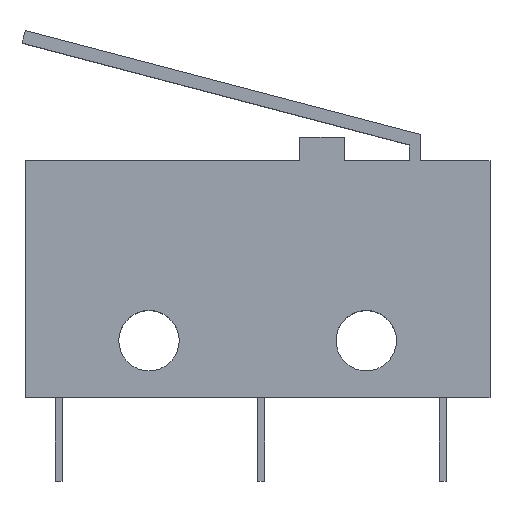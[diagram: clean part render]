
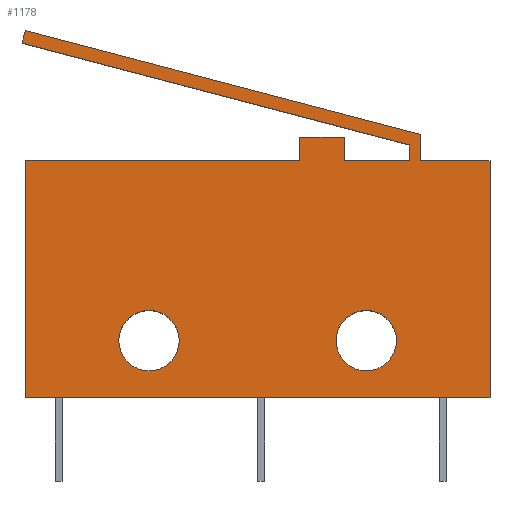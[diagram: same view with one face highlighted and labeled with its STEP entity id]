
A CAD part, top view. The second image highlights one B-rep face of the part: STEP entity #1178.
In plain terms, the highlighted planar face has unit normal (0, 0, 1).
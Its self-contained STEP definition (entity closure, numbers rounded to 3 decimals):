
#17 = ORIENTED_EDGE ( 'NONE', *, *, #1272, .F. ) ;
#35 = VECTOR ( 'NONE', #712, 1000. ) ;
#37 = CARTESIAN_POINT ( 'NONE',  ( -4.675, -2.65, 3.1 ) ) ;
#48 = DIRECTION ( 'NONE',  ( 0., -1., 0. ) ) ;
#53 = CARTESIAN_POINT ( 'NONE',  ( 0., 0., 3.1 ) ) ;
#60 = EDGE_CURVE ( 'NONE', #856, #297, #487, .T. ) ;
#67 = PLANE ( 'NONE',  #645 ) ;
#73 = DIRECTION ( 'NONE',  ( 0., 1., 0. ) ) ;
#79 = VECTOR ( 'NONE', #183, 1000. ) ;
#82 = CARTESIAN_POINT ( 'NONE',  ( 1.983, 7.548, 3.1 ) ) ;
#89 = LINE ( 'NONE', #382, #79 ) ;
#98 = CIRCLE ( 'NONE', #204, 1.3 ) ;
#105 = VERTEX_POINT ( 'NONE', #970 ) ;
#117 = EDGE_CURVE ( 'NONE', #1023, #988, #139, .T. ) ;
#133 = ORIENTED_EDGE ( 'NONE', *, *, #60, .F. ) ;
#135 = VECTOR ( 'NONE', #1306, 1000. ) ;
#139 = LINE ( 'NONE', #1161, #135 ) ;
#140 = CARTESIAN_POINT ( 'NONE',  ( -10., 5.1, 3.1 ) ) ;
#141 = CARTESIAN_POINT ( 'NONE',  ( -10., -5.1, 3.1 ) ) ;
#144 = ORIENTED_EDGE ( 'NONE', *, *, #887, .F. ) ;
#147 = CIRCLE ( 'NONE', #1171, 1.3 ) ;
#148 = VECTOR ( 'NONE', #73, 1000. ) ;
#165 = FACE_BOUND ( 'NONE', #516, .T. ) ;
#167 = LINE ( 'NONE', #226, #933 ) ;
#183 = DIRECTION ( 'NONE',  ( -1., 0., 0. ) ) ;
#188 = LINE ( 'NONE', #812, #1078 ) ;
#204 = AXIS2_PLACEMENT_3D ( 'NONE', #598, #509, #802 ) ;
#208 = DIRECTION ( 'NONE',  ( -1., 0., 0. ) ) ;
#226 = CARTESIAN_POINT ( 'NONE',  ( 6.527, 0., 3.1 ) ) ;
#230 = ORIENTED_EDGE ( 'NONE', *, *, #1269, .F. ) ;
#231 = DIRECTION ( 'NONE',  ( -1., 0., 0. ) ) ;
#237 = DIRECTION ( 'NONE',  ( 0., 0., 1. ) ) ;
#242 = VECTOR ( 'NONE', #492, 1000. ) ;
#248 = VERTEX_POINT ( 'NONE', #360 ) ;
#259 = VERTEX_POINT ( 'NONE', #1312 ) ;
#262 = DIRECTION ( 'NONE',  ( 0., 0., -1. ) ) ;
#283 = DIRECTION ( 'NONE',  ( -1., 0., 0. ) ) ;
#291 = LINE ( 'NONE', #82, #35 ) ;
#297 = VERTEX_POINT ( 'NONE', #1218 ) ;
#299 = EDGE_CURVE ( 'NONE', #248, #321, #592, .T. ) ;
#301 = LINE ( 'NONE', #1236, #801 ) ;
#315 = ORIENTED_EDGE ( 'NONE', *, *, #1355, .T. ) ;
#317 = VERTEX_POINT ( 'NONE', #689 ) ;
#320 = CARTESIAN_POINT ( 'NONE',  ( 10., 5.1, 3.1 ) ) ;
#321 = VERTEX_POINT ( 'NONE', #760 ) ;
#333 = VECTOR ( 'NONE', #544, 1000. ) ;
#350 = EDGE_LOOP ( 'NONE', ( #230, #1358 ) ) ;
#355 = CARTESIAN_POINT ( 'NONE',  ( 3.72, 5.1, 3.1 ) ) ;
#360 = CARTESIAN_POINT ( 'NONE',  ( 1.82, 5.1, 3.1 ) ) ;
#369 = LINE ( 'NONE', #1017, #242 ) ;
#382 = CARTESIAN_POINT ( 'NONE',  ( -10., 5.1, 3.1 ) ) ;
#404 = CARTESIAN_POINT ( 'NONE',  ( -3.375, -2.65, 3.1 ) ) ;
#410 = EDGE_LOOP ( 'NONE', ( #703, #1062, #133, #17, #891, #596, #830, #315, #1271, #453, #980, #989, #844, #1238 ) ) ;
#416 = VERTEX_POINT ( 'NONE', #1192 ) ;
#418 = VECTOR ( 'NONE', #1219, 1000. ) ;
#436 = VECTOR ( 'NONE', #573, 1000. ) ;
#440 = EDGE_CURVE ( 'NONE', #538, #1231, #670, .T. ) ;
#443 = VERTEX_POINT ( 'NONE', #355 ) ;
#453 = ORIENTED_EDGE ( 'NONE', *, *, #1099, .F. ) ;
#463 = EDGE_CURVE ( 'NONE', #747, #317, #369, .T. ) ;
#487 = LINE ( 'NONE', #993, #1281 ) ;
#492 = DIRECTION ( 'NONE',  ( -0.967, 0.254, 0. ) ) ;
#495 = AXIS2_PLACEMENT_3D ( 'NONE', #1125, #811, #707 ) ;
#501 = AXIS2_PLACEMENT_3D ( 'NONE', #1239, #1321, #208 ) ;
#505 = EDGE_CURVE ( 'NONE', #988, #297, #188, .T. ) ;
#509 = DIRECTION ( 'NONE',  ( 0., 0., 1. ) ) ;
#516 = EDGE_LOOP ( 'NONE', ( #741, #144 ) ) ;
#529 = CARTESIAN_POINT ( 'NONE',  ( 3.72, 0., 3.1 ) ) ;
#538 = VERTEX_POINT ( 'NONE', #1325 ) ;
#544 = DIRECTION ( 'NONE',  ( 1., 0., 0. ) ) ;
#569 = VERTEX_POINT ( 'NONE', #808 ) ;
#573 = DIRECTION ( 'NONE',  ( 0., -1., 0. ) ) ;
#587 = CARTESIAN_POINT ( 'NONE',  ( -10., -5.1, 3.1 ) ) ;
#592 = LINE ( 'NONE', #1010, #148 ) ;
#596 = ORIENTED_EDGE ( 'NONE', *, *, #463, .F. ) ;
#598 = CARTESIAN_POINT ( 'NONE',  ( 4.675, -2.65, 3.1 ) ) ;
#622 = EDGE_CURVE ( 'NONE', #259, #443, #857, .T. ) ;
#637 = EDGE_CURVE ( 'NONE', #105, #747, #167, .T. ) ;
#644 = LINE ( 'NONE', #1279, #333 ) ;
#645 = AXIS2_PLACEMENT_3D ( 'NONE', #53, #262, #797 ) ;
#660 = LINE ( 'NONE', #140, #1043 ) ;
#669 = CARTESIAN_POINT ( 'NONE',  ( -11.981, 3.148, 3.1 ) ) ;
#670 = LINE ( 'NONE', #587, #436 ) ;
#689 = CARTESIAN_POINT ( 'NONE',  ( -10.141, 10.152, 3.1 ) ) ;
#703 = ORIENTED_EDGE ( 'NONE', *, *, #117, .T. ) ;
#707 = DIRECTION ( 'NONE',  ( 1., 0., 0. ) ) ;
#712 = DIRECTION ( 'NONE',  ( 0.967, -0.254, 0. ) ) ;
#731 = VECTOR ( 'NONE', #738, 1000. ) ;
#738 = DIRECTION ( 'NONE',  ( 0., -1., 0. ) ) ;
#741 = ORIENTED_EDGE ( 'NONE', *, *, #1047, .F. ) ;
#747 = VERTEX_POINT ( 'NONE', #1132 ) ;
#760 = CARTESIAN_POINT ( 'NONE',  ( 1.82, 6.1, 3.1 ) ) ;
#773 = FACE_OUTER_BOUND ( 'NONE', #410, .T. ) ;
#797 = DIRECTION ( 'NONE',  ( -1., 0., 0. ) ) ;
#801 = VECTOR ( 'NONE', #1332, 1000. ) ;
#802 = DIRECTION ( 'NONE',  ( 1., 0., 0. ) ) ;
#808 = CARTESIAN_POINT ( 'NONE',  ( -5.975, -2.65, 3.1 ) ) ;
#811 = DIRECTION ( 'NONE',  ( 0., 0., 1. ) ) ;
#812 = CARTESIAN_POINT ( 'NONE',  ( -10., 5.1, 3.1 ) ) ;
#830 = ORIENTED_EDGE ( 'NONE', *, *, #637, .F. ) ;
#844 = ORIENTED_EDGE ( 'NONE', *, *, #440, .T. ) ;
#856 = VERTEX_POINT ( 'NONE', #1341 ) ;
#857 = LINE ( 'NONE', #529, #731 ) ;
#887 = EDGE_CURVE ( 'NONE', #569, #1311, #1205, .T. ) ;
#891 = ORIENTED_EDGE ( 'NONE', *, *, #1145, .F. ) ;
#933 = VECTOR ( 'NONE', #947, 1000. ) ;
#944 = CARTESIAN_POINT ( 'NONE',  ( 5.975, -2.65, 3.1 ) ) ;
#945 = VERTEX_POINT ( 'NONE', #944 ) ;
#947 = DIRECTION ( 'NONE',  ( 0., 1., 0. ) ) ;
#970 = CARTESIAN_POINT ( 'NONE',  ( 6.527, 5.1, 3.1 ) ) ;
#980 = ORIENTED_EDGE ( 'NONE', *, *, #299, .F. ) ;
#983 = CARTESIAN_POINT ( 'NONE',  ( -9.998, 10.696, 3.1 ) ) ;
#988 = VERTEX_POINT ( 'NONE', #320 ) ;
#989 = ORIENTED_EDGE ( 'NONE', *, *, #1042, .T. ) ;
#993 = CARTESIAN_POINT ( 'NONE',  ( 7.03, 0., 3.1 ) ) ;
#1010 = CARTESIAN_POINT ( 'NONE',  ( 1.82, 0., 3.1 ) ) ;
#1017 = CARTESIAN_POINT ( 'NONE',  ( 1.84, 7.005, 3.1 ) ) ;
#1023 = VERTEX_POINT ( 'NONE', #1363 ) ;
#1042 = EDGE_CURVE ( 'NONE', #248, #538, #660, .T. ) ;
#1043 = VECTOR ( 'NONE', #1182, 1000. ) ;
#1047 = EDGE_CURVE ( 'NONE', #1311, #569, #147, .T. ) ;
#1062 = ORIENTED_EDGE ( 'NONE', *, *, #505, .T. ) ;
#1078 = VECTOR ( 'NONE', #283, 1000. ) ;
#1099 = EDGE_CURVE ( 'NONE', #321, #259, #644, .T. ) ;
#1125 = CARTESIAN_POINT ( 'NONE',  ( 4.675, -2.65, 3.1 ) ) ;
#1132 = CARTESIAN_POINT ( 'NONE',  ( 6.527, 5.773, 3.1 ) ) ;
#1145 = EDGE_CURVE ( 'NONE', #317, #1176, #1207, .T. ) ;
#1161 = CARTESIAN_POINT ( 'NONE',  ( 10., -5.1, 3.1 ) ) ;
#1171 = AXIS2_PLACEMENT_3D ( 'NONE', #37, #237, #231 ) ;
#1176 = VERTEX_POINT ( 'NONE', #983 ) ;
#1178 = ADVANCED_FACE ( 'NONE', ( #165, #1300, #773 ), #67, .F. ) ;
#1182 = DIRECTION ( 'NONE',  ( -1., 0., 0. ) ) ;
#1192 = CARTESIAN_POINT ( 'NONE',  ( 3.375, -2.65, 3.1 ) ) ;
#1205 = CIRCLE ( 'NONE', #501, 1.3 ) ;
#1207 = LINE ( 'NONE', #669, #418 ) ;
#1218 = CARTESIAN_POINT ( 'NONE',  ( 7.03, 5.1, 3.1 ) ) ;
#1219 = DIRECTION ( 'NONE',  ( 0.254, 0.967, 0. ) ) ;
#1231 = VERTEX_POINT ( 'NONE', #141 ) ;
#1236 = CARTESIAN_POINT ( 'NONE',  ( -10., -5.1, 3.1 ) ) ;
#1238 = ORIENTED_EDGE ( 'NONE', *, *, #1299, .T. ) ;
#1239 = CARTESIAN_POINT ( 'NONE',  ( -4.675, -2.65, 3.1 ) ) ;
#1256 = CIRCLE ( 'NONE', #495, 1.3 ) ;
#1269 = EDGE_CURVE ( 'NONE', #945, #416, #1256, .T. ) ;
#1271 = ORIENTED_EDGE ( 'NONE', *, *, #622, .F. ) ;
#1272 = EDGE_CURVE ( 'NONE', #1176, #856, #291, .T. ) ;
#1279 = CARTESIAN_POINT ( 'NONE',  ( 0., 6.1, 3.1 ) ) ;
#1280 = EDGE_CURVE ( 'NONE', #416, #945, #98, .T. ) ;
#1281 = VECTOR ( 'NONE', #48, 1000. ) ;
#1299 = EDGE_CURVE ( 'NONE', #1231, #1023, #301, .T. ) ;
#1300 = FACE_BOUND ( 'NONE', #350, .T. ) ;
#1306 = DIRECTION ( 'NONE',  ( 0., 1., 0. ) ) ;
#1311 = VERTEX_POINT ( 'NONE', #404 ) ;
#1312 = CARTESIAN_POINT ( 'NONE',  ( 3.72, 6.1, 3.1 ) ) ;
#1321 = DIRECTION ( 'NONE',  ( 0., 0., 1. ) ) ;
#1325 = CARTESIAN_POINT ( 'NONE',  ( -10., 5.1, 3.1 ) ) ;
#1332 = DIRECTION ( 'NONE',  ( 1., 0., 0. ) ) ;
#1341 = CARTESIAN_POINT ( 'NONE',  ( 7.03, 6.222, 3.1 ) ) ;
#1355 = EDGE_CURVE ( 'NONE', #105, #443, #89, .T. ) ;
#1358 = ORIENTED_EDGE ( 'NONE', *, *, #1280, .F. ) ;
#1363 = CARTESIAN_POINT ( 'NONE',  ( 10., -5.1, 3.1 ) ) ;
